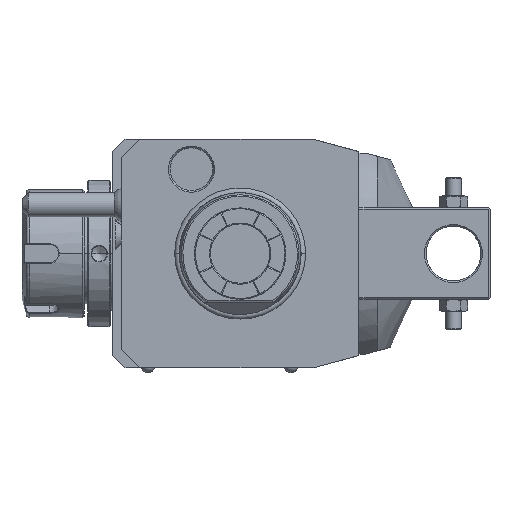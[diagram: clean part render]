
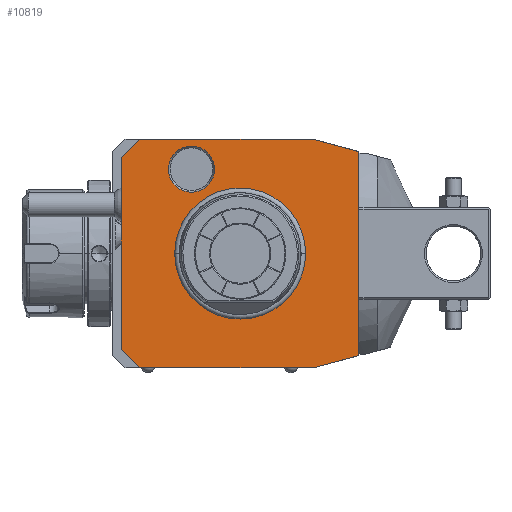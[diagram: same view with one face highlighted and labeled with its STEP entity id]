
A CAD part, front view. The second image highlights one B-rep face of the part: STEP entity #10819.
In plain terms, the highlighted planar face has unit normal (0, -1, 0).
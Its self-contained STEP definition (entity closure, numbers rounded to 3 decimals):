
#1=DIRECTION('',(-0.966,0.,0.259));
#2=VECTOR('',#1,15.529);
#3=CARTESIAN_POINT('',(39.,0.,33.481));
#4=LINE('',#3,#2);
#5=DIRECTION('',(0.,0.,1.));
#6=VECTOR('',#5,66.962);
#7=CARTESIAN_POINT('',(39.,0.,-33.481));
#8=LINE('',#7,#6);
#9=DIRECTION('',(0.966,0.,0.259));
#10=VECTOR('',#9,15.529);
#11=CARTESIAN_POINT('',(24.,0.,-37.5));
#12=LINE('',#11,#10);
#13=DIRECTION('',(1.,0.,0.));
#14=VECTOR('',#13,57.);
#15=CARTESIAN_POINT('',(-33.,0.,-37.5));
#16=LINE('',#15,#14);
#17=DIRECTION('',(0.707,0.,-0.707));
#18=VECTOR('',#17,8.485);
#19=CARTESIAN_POINT('',(-39.,0.,-31.5));
#20=LINE('',#19,#18);
#21=DIRECTION('',(0.,0.,-1.));
#22=VECTOR('',#21,63.);
#23=CARTESIAN_POINT('',(-39.,0.,31.5));
#24=LINE('',#23,#22);
#25=DIRECTION('',(-0.707,0.,-0.707));
#26=VECTOR('',#25,8.485);
#27=CARTESIAN_POINT('',(-33.,0.,37.5));
#28=LINE('',#27,#26);
#29=DIRECTION('',(-1.,0.,0.));
#30=VECTOR('',#29,57.);
#31=CARTESIAN_POINT('',(24.,0.,37.5));
#32=LINE('',#31,#30);
#33=CARTESIAN_POINT('',(-16.,0.,27.713));
#34=DIRECTION('',(0.,1.,0.));
#35=DIRECTION('',(1.,0.,0.));
#36=AXIS2_PLACEMENT_3D('',#33,#34,#35);
#38=CARTESIAN_POINT('',(-16.,0.,27.713));
#39=DIRECTION('',(0.,1.,0.));
#40=DIRECTION('',(-1.,0.,0.));
#41=AXIS2_PLACEMENT_3D('',#38,#39,#40);
#7508=CARTESIAN_POINT('',(0.,0.,0.));
#7509=DIRECTION('',(0.,1.,0.));
#7510=DIRECTION('',(-1.,0.,0.));
#7511=AXIS2_PLACEMENT_3D('',#7508,#7509,#7510);
#7513=CARTESIAN_POINT('',(0.,0.,0.));
#7514=DIRECTION('',(0.,1.,0.));
#7515=DIRECTION('',(1.,0.,0.));
#7516=AXIS2_PLACEMENT_3D('',#7513,#7514,#7515);
#9693=CARTESIAN_POINT('',(-8.423,0.,27.713));
#9694=CARTESIAN_POINT('',(-23.577,0.,27.713));
#9695=VERTEX_POINT('',#9693);
#9696=VERTEX_POINT('',#9694);
#10612=CARTESIAN_POINT('',(39.,0.,33.481));
#10613=CARTESIAN_POINT('',(24.,0.,37.5));
#10614=VERTEX_POINT('',#10612);
#10615=VERTEX_POINT('',#10613);
#10616=CARTESIAN_POINT('',(-33.,0.,37.5));
#10617=VERTEX_POINT('',#10616);
#10618=CARTESIAN_POINT('',(-39.,0.,31.5));
#10619=VERTEX_POINT('',#10618);
#10620=CARTESIAN_POINT('',(-39.,0.,-31.5));
#10621=VERTEX_POINT('',#10620);
#10622=CARTESIAN_POINT('',(-33.,0.,-37.5));
#10623=VERTEX_POINT('',#10622);
#10624=CARTESIAN_POINT('',(24.,0.,-37.5));
#10625=VERTEX_POINT('',#10624);
#10626=CARTESIAN_POINT('',(39.,0.,-33.481));
#10627=VERTEX_POINT('',#10626);
#10676=CARTESIAN_POINT('',(-21.137,0.,0.));
#10677=CARTESIAN_POINT('',(21.137,0.,0.));
#10678=VERTEX_POINT('',#10676);
#10679=VERTEX_POINT('',#10677);
#10784=CARTESIAN_POINT('',(0.,0.,0.));
#10785=DIRECTION('',(0.,-1.,0.));
#10786=DIRECTION('',(-1.,0.,0.));
#10787=AXIS2_PLACEMENT_3D('',#10784,#10785,#10786);
#10788=PLANE('',#10787);
#10790=ORIENTED_EDGE('',*,*,#10789,.F.);
#10792=ORIENTED_EDGE('',*,*,#10791,.F.);
#10794=ORIENTED_EDGE('',*,*,#10793,.F.);
#10796=ORIENTED_EDGE('',*,*,#10795,.F.);
#10798=ORIENTED_EDGE('',*,*,#10797,.F.);
#10800=ORIENTED_EDGE('',*,*,#10799,.F.);
#10802=ORIENTED_EDGE('',*,*,#10801,.F.);
#10804=ORIENTED_EDGE('',*,*,#10803,.F.);
#10805=EDGE_LOOP('',(#10790,#10792,#10794,#10796,#10798,#10800,#10802,#10804));
#10806=FACE_OUTER_BOUND('',#10805,.F.);
#10808=ORIENTED_EDGE('',*,*,#10807,.F.);
#10810=ORIENTED_EDGE('',*,*,#10809,.F.);
#10811=EDGE_LOOP('',(#10808,#10810));
#10812=FACE_BOUND('',#10811,.F.);
#10814=ORIENTED_EDGE('',*,*,#10813,.F.);
#10816=ORIENTED_EDGE('',*,*,#10815,.F.);
#10817=EDGE_LOOP('',(#10814,#10816));
#10818=FACE_BOUND('',#10817,.F.);
#37=CIRCLE('',#36,7.577);
#42=CIRCLE('',#41,7.577);
#7512=CIRCLE('',#7511,21.137);
#7517=CIRCLE('',#7516,21.137);
#10789=EDGE_CURVE('',#10614,#10615,#4,.T.);
#10791=EDGE_CURVE('',#10627,#10614,#8,.T.);
#10793=EDGE_CURVE('',#10625,#10627,#12,.T.);
#10795=EDGE_CURVE('',#10623,#10625,#16,.T.);
#10797=EDGE_CURVE('',#10621,#10623,#20,.T.);
#10799=EDGE_CURVE('',#10619,#10621,#24,.T.);
#10801=EDGE_CURVE('',#10617,#10619,#28,.T.);
#10803=EDGE_CURVE('',#10615,#10617,#32,.T.);
#10807=EDGE_CURVE('',#10678,#10679,#7512,.T.);
#10809=EDGE_CURVE('',#10679,#10678,#7517,.T.);
#10813=EDGE_CURVE('',#9695,#9696,#37,.T.);
#10815=EDGE_CURVE('',#9696,#9695,#42,.T.);
#10819=ADVANCED_FACE('',(#10806,#10812,#10818),#10788,.T.);
